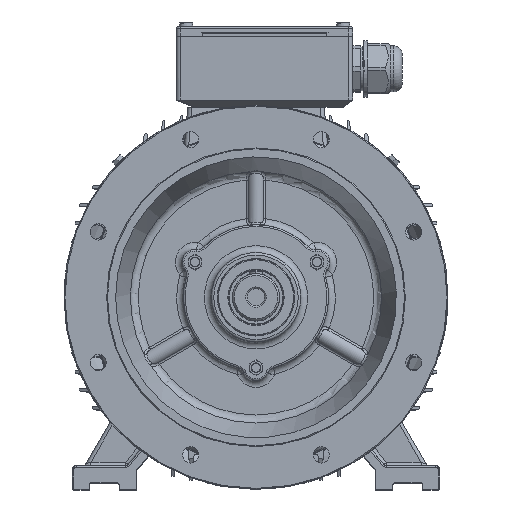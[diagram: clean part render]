
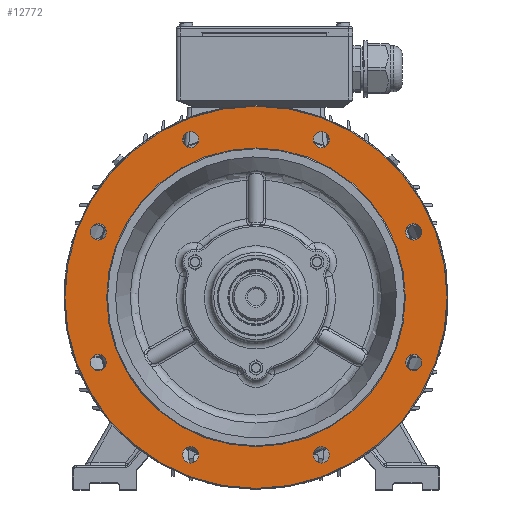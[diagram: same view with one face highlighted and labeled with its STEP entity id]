
A CAD part, top view. The second image highlights one B-rep face of the part: STEP entity #12772.
In plain terms, the highlighted planar face has unit normal (0, 0, 1).
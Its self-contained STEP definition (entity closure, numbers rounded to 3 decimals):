
#5268=FACE_BOUND('',#24828,.T.);
#5269=FACE_BOUND('',#24829,.T.);
#5270=FACE_BOUND('',#24830,.T.);
#5271=FACE_BOUND('',#24831,.T.);
#5272=FACE_BOUND('',#24832,.T.);
#5273=FACE_BOUND('',#24833,.T.);
#5274=FACE_BOUND('',#24834,.T.);
#5275=FACE_BOUND('',#24835,.T.);
#5276=FACE_BOUND('',#24836,.T.);
#5277=FACE_BOUND('',#24837,.T.);
#8334=PLANE('',#99519);
#12772=ADVANCED_FACE('',(#5268,#5269,#5270,#5271,#5272,#5273,#5274,#5275,
#5276,#5277),#8334,.F.);
#24828=EDGE_LOOP('',(#65900));
#24829=EDGE_LOOP('',(#65901));
#24830=EDGE_LOOP('',(#65902));
#24831=EDGE_LOOP('',(#65903));
#24832=EDGE_LOOP('',(#65904,#65905));
#24833=EDGE_LOOP('',(#65906,#65907));
#24834=EDGE_LOOP('',(#65908));
#24835=EDGE_LOOP('',(#65909));
#24836=EDGE_LOOP('',(#65910));
#24837=EDGE_LOOP('',(#65911));
#65900=ORIENTED_EDGE('',*,*,#89210,.F.);
#65901=ORIENTED_EDGE('',*,*,#89211,.F.);
#65902=ORIENTED_EDGE('',*,*,#89212,.F.);
#65903=ORIENTED_EDGE('',*,*,#89213,.F.);
#65904=ORIENTED_EDGE('',*,*,#89214,.T.);
#65905=ORIENTED_EDGE('',*,*,#89215,.T.);
#65906=ORIENTED_EDGE('',*,*,#89216,.F.);
#65907=ORIENTED_EDGE('',*,*,#89217,.F.);
#65908=ORIENTED_EDGE('',*,*,#89218,.F.);
#65909=ORIENTED_EDGE('',*,*,#89219,.F.);
#65910=ORIENTED_EDGE('',*,*,#89220,.F.);
#65911=ORIENTED_EDGE('',*,*,#89221,.F.);
#76719=VERTEX_POINT('',#165500);
#76720=VERTEX_POINT('',#165502);
#76721=VERTEX_POINT('',#165504);
#76722=VERTEX_POINT('',#165506);
#76723=VERTEX_POINT('',#165508);
#76724=VERTEX_POINT('',#165509);
#76725=VERTEX_POINT('',#165512);
#76726=VERTEX_POINT('',#165513);
#76727=VERTEX_POINT('',#165516);
#76728=VERTEX_POINT('',#165518);
#76729=VERTEX_POINT('',#165520);
#76730=VERTEX_POINT('',#165522);
#89210=EDGE_CURVE('',#76719,#76719,#92716,.T.);
#89211=EDGE_CURVE('',#76720,#76720,#92717,.T.);
#89212=EDGE_CURVE('',#76721,#76721,#92718,.T.);
#89213=EDGE_CURVE('',#76722,#76722,#92719,.T.);
#89214=EDGE_CURVE('',#76723,#76724,#92720,.T.);
#89215=EDGE_CURVE('',#76724,#76723,#92721,.T.);
#89216=EDGE_CURVE('',#76725,#76726,#92722,.T.);
#89217=EDGE_CURVE('',#76726,#76725,#92723,.T.);
#89218=EDGE_CURVE('',#76727,#76727,#92724,.T.);
#89219=EDGE_CURVE('',#76728,#76728,#92725,.T.);
#89220=EDGE_CURVE('',#76729,#76729,#92726,.T.);
#89221=EDGE_CURVE('',#76730,#76730,#92727,.T.);
#92716=CIRCLE('',#99507,9.5);
#92717=CIRCLE('',#99508,9.5);
#92718=CIRCLE('',#99509,9.5);
#92719=CIRCLE('',#99510,9.5);
#92720=CIRCLE('',#99511,224.);
#92721=CIRCLE('',#99512,224.);
#92722=CIRCLE('',#99513,175.);
#92723=CIRCLE('',#99514,175.);
#92724=CIRCLE('',#99515,9.5);
#92725=CIRCLE('',#99516,9.5);
#92726=CIRCLE('',#99517,9.5);
#92727=CIRCLE('',#99518,9.5);
#99507=AXIS2_PLACEMENT_3D('',#165499,#121206,#121207);
#99508=AXIS2_PLACEMENT_3D('',#165501,#121208,#121209);
#99509=AXIS2_PLACEMENT_3D('',#165503,#121210,#121211);
#99510=AXIS2_PLACEMENT_3D('',#165505,#121212,#121213);
#99511=AXIS2_PLACEMENT_3D('',#165507,#121214,#121215);
#99512=AXIS2_PLACEMENT_3D('',#165510,#121216,#121217);
#99513=AXIS2_PLACEMENT_3D('',#165511,#121218,#121219);
#99514=AXIS2_PLACEMENT_3D('',#165514,#121220,#121221);
#99515=AXIS2_PLACEMENT_3D('',#165515,#121222,#121223);
#99516=AXIS2_PLACEMENT_3D('',#165517,#121224,#121225);
#99517=AXIS2_PLACEMENT_3D('',#165519,#121226,#121227);
#99518=AXIS2_PLACEMENT_3D('',#165521,#121228,#121229);
#99519=AXIS2_PLACEMENT_3D('',#165523,#121230,#121231);
#121206=DIRECTION('',(0.,0.,1.));
#121207=DIRECTION('',(-1.,0.,0.));
#121208=DIRECTION('',(0.,0.,1.));
#121209=DIRECTION('',(-1.,0.,0.));
#121210=DIRECTION('',(0.,0.,1.));
#121211=DIRECTION('',(-1.,0.,0.));
#121212=DIRECTION('',(0.,0.,1.));
#121213=DIRECTION('',(-1.,0.,0.));
#121214=DIRECTION('',(0.,0.,1.));
#121215=DIRECTION('',(1.,0.,0.));
#121216=DIRECTION('',(0.,0.,1.));
#121217=DIRECTION('',(1.,0.,0.));
#121218=DIRECTION('',(0.,0.,1.));
#121219=DIRECTION('',(-1.,0.,0.));
#121220=DIRECTION('',(0.,0.,1.));
#121221=DIRECTION('',(-1.,0.,0.));
#121222=DIRECTION('',(0.,0.,1.));
#121223=DIRECTION('',(-1.,0.,0.));
#121224=DIRECTION('',(0.,0.,1.));
#121225=DIRECTION('',(-1.,0.,0.));
#121226=DIRECTION('',(0.,0.,1.));
#121227=DIRECTION('',(-1.,0.,0.));
#121228=DIRECTION('',(0.,0.,1.));
#121229=DIRECTION('',(-1.,0.,0.));
#121230=DIRECTION('',(0.,0.,-1.));
#121231=DIRECTION('',(-1.,0.,0.));
#165499=CARTESIAN_POINT('',(178.497,90.715,570.393));
#165500=CARTESIAN_POINT('',(168.997,90.715,570.393));
#165501=CARTESIAN_POINT('',(331.57,90.715,570.393));
#165502=CARTESIAN_POINT('',(322.07,90.715,570.393));
#165503=CARTESIAN_POINT('',(178.497,460.266,570.393));
#165504=CARTESIAN_POINT('',(168.997,460.266,570.393));
#165505=CARTESIAN_POINT('',(331.57,460.266,570.393));
#165506=CARTESIAN_POINT('',(322.07,460.266,570.393));
#165507=CARTESIAN_POINT('',(255.034,275.49,570.393));
#165508=CARTESIAN_POINT('',(479.034,275.49,570.393));
#165509=CARTESIAN_POINT('',(31.034,275.49,570.393));
#165510=CARTESIAN_POINT('',(255.034,275.49,570.393));
#165511=CARTESIAN_POINT('',(255.034,275.49,570.393));
#165512=CARTESIAN_POINT('',(80.034,275.49,570.393));
#165513=CARTESIAN_POINT('',(430.034,275.49,570.393));
#165514=CARTESIAN_POINT('',(255.034,275.49,570.393));
#165515=CARTESIAN_POINT('',(439.809,352.027,570.393));
#165516=CARTESIAN_POINT('',(430.309,352.027,570.393));
#165517=CARTESIAN_POINT('',(439.809,198.954,570.393));
#165518=CARTESIAN_POINT('',(430.309,198.954,570.393));
#165519=CARTESIAN_POINT('',(70.258,352.027,570.393));
#165520=CARTESIAN_POINT('',(60.758,352.027,570.393));
#165521=CARTESIAN_POINT('',(70.258,198.954,570.393));
#165522=CARTESIAN_POINT('',(60.758,198.954,570.393));
#165523=CARTESIAN_POINT('',(255.034,100.49,570.393));
